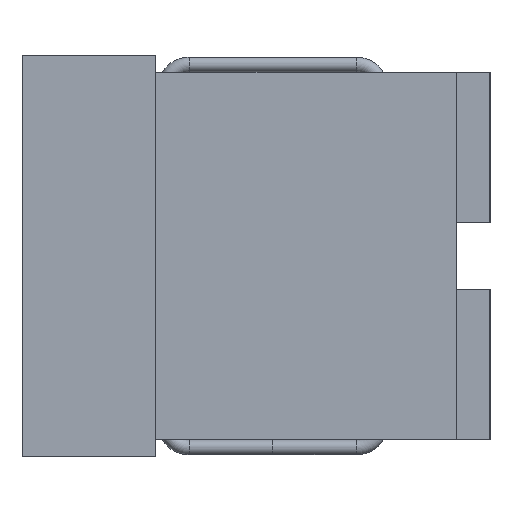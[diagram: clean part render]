
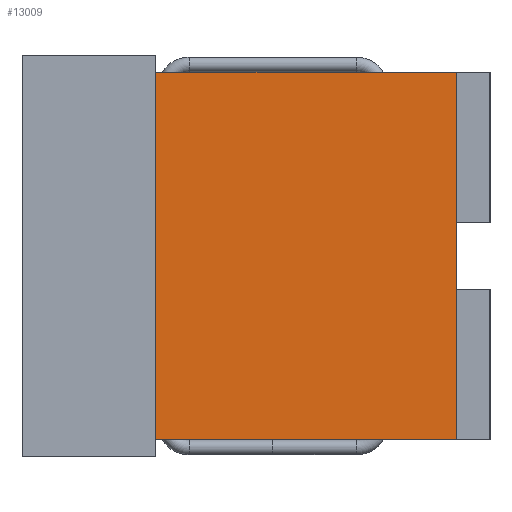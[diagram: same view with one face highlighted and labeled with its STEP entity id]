
A CAD part, left-side view. The second image highlights one B-rep face of the part: STEP entity #13009.
In plain terms, the highlighted planar face has unit normal (-1, 0, 0).
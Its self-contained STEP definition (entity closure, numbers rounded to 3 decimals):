
#150 = CARTESIAN_POINT ( 'NONE',  ( -1., 1., -0.6 ) ) ;
#602 = CARTESIAN_POINT ( 'NONE',  ( -1., 1., 0.55 ) ) ;
#810 = DIRECTION ( 'NONE',  ( 0., 0., 1. ) ) ;
#920 = LINE ( 'NONE', #602, #1600 ) ;
#1003 = VECTOR ( 'NONE', #810, 1000. ) ;
#1433 = LINE ( 'NONE', #150, #5881 ) ;
#1600 = VECTOR ( 'NONE', #5672, 1000. ) ;
#1635 = DIRECTION ( 'NONE',  ( 0., 1., 0. ) ) ;
#2042 = DIRECTION ( 'NONE',  ( 1., 0., 0. ) ) ;
#2135 = PLANE ( 'NONE',  #12362 ) ;
#3176 = CARTESIAN_POINT ( 'NONE',  ( -1., 3.3, -0.6 ) ) ;
#3317 = CARTESIAN_POINT ( 'NONE',  ( -1., 1., -0.55 ) ) ;
#3813 = LINE ( 'NONE', #12561, #11935 ) ;
#4342 = ORIENTED_EDGE ( 'NONE', *, *, #10567, .F. ) ;
#4922 = FACE_OUTER_BOUND ( 'NONE', #9318, .T. ) ;
#5205 = ORIENTED_EDGE ( 'NONE', *, *, #6504, .F. ) ;
#5273 = DIRECTION ( 'NONE',  ( 0., 0., 1. ) ) ;
#5473 = VERTEX_POINT ( 'NONE', #3317 ) ;
#5672 = DIRECTION ( 'NONE',  ( 0., -1., 0. ) ) ;
#5881 = VECTOR ( 'NONE', #5273, 1000. ) ;
#5912 = CARTESIAN_POINT ( 'NONE',  ( -1., 1., 0.55 ) ) ;
#6231 = VERTEX_POINT ( 'NONE', #10217 ) ;
#6504 = EDGE_CURVE ( 'NONE', #5473, #11668, #1433, .T. ) ;
#8185 = CARTESIAN_POINT ( 'NONE',  ( -1., 0.1, -0.6 ) ) ;
#9014 = ORIENTED_EDGE ( 'NONE', *, *, #9733, .F. ) ;
#9167 = VERTEX_POINT ( 'NONE', #13275 ) ;
#9318 = EDGE_LOOP ( 'NONE', ( #5205, #9014, #10543, #4342 ) ) ;
#9581 = DIRECTION ( 'NONE',  ( 0., 0., -1. ) ) ;
#9733 = EDGE_CURVE ( 'NONE', #9167, #5473, #3813, .T. ) ;
#10217 = CARTESIAN_POINT ( 'NONE',  ( -1., 0.1, 0.55 ) ) ;
#10543 = ORIENTED_EDGE ( 'NONE', *, *, #13532, .T. ) ;
#10567 = EDGE_CURVE ( 'NONE', #11668, #6231, #920, .T. ) ;
#11668 = VERTEX_POINT ( 'NONE', #5912 ) ;
#11935 = VECTOR ( 'NONE', #1635, 1000. ) ;
#12362 = AXIS2_PLACEMENT_3D ( 'NONE', #3176, #2042, #9581 ) ;
#12561 = CARTESIAN_POINT ( 'NONE',  ( -1., 0., -0.55 ) ) ;
#13009 = ADVANCED_FACE ( 'NONE', ( #4922 ), #2135, .F. ) ;
#13275 = CARTESIAN_POINT ( 'NONE',  ( -1., 0.1, -0.55 ) ) ;
#13532 = EDGE_CURVE ( 'NONE', #9167, #6231, #13621, .T. ) ;
#13621 = LINE ( 'NONE', #8185, #1003 ) ;
